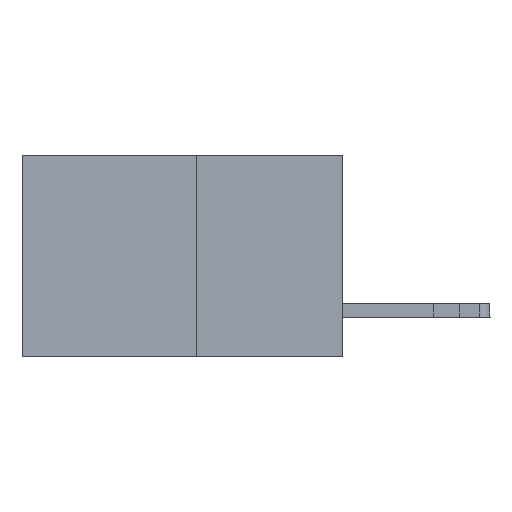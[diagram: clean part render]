
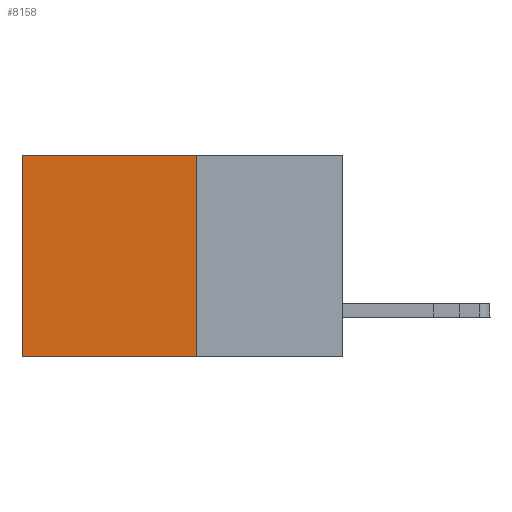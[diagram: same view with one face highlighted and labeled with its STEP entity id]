
A CAD part, left-side view. The second image highlights one B-rep face of the part: STEP entity #8158.
In plain terms, the highlighted planar face has unit normal (-1, 0, 0).
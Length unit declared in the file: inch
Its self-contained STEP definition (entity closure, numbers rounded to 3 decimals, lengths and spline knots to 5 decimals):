
#1738 = DIRECTION ( 'NONE',  ( 0., 0., -1. ) ) ;
#2533 = DIRECTION ( 'NONE',  ( 1., 0., 0. ) ) ;
#2666 = VECTOR ( 'NONE', #8606, 39.37008 ) ;
#2746 = ORIENTED_EDGE ( 'NONE', *, *, #9285, .F. ) ;
#3150 = EDGE_CURVE ( 'NONE', #13688, #11742, #13878, .T. ) ;
#3603 = FACE_OUTER_BOUND ( 'NONE', #6312, .T. ) ;
#4010 = VERTEX_POINT ( 'NONE', #10716 ) ;
#4029 = AXIS2_PLACEMENT_3D ( 'NONE', #4688, #2533, #6634 ) ;
#4239 = LINE ( 'NONE', #11762, #2666 ) ;
#4278 = DIRECTION ( 'NONE',  ( 0., 1., 0. ) ) ;
#4688 = CARTESIAN_POINT ( 'NONE',  ( 0.277, 0.27, -0.37 ) ) ;
#4885 = VECTOR ( 'NONE', #6637, 39.37008 ) ;
#4903 = CARTESIAN_POINT ( 'NONE',  ( 0.277, 0.27, -0.37 ) ) ;
#6312 = EDGE_LOOP ( 'NONE', ( #9662, #2746, #7899, #12994 ) ) ;
#6634 = DIRECTION ( 'NONE',  ( 0., 0., -1. ) ) ;
#6637 = DIRECTION ( 'NONE',  ( 0., 1., 0. ) ) ;
#6709 = PLANE ( 'NONE',  #4029 ) ;
#7652 = CARTESIAN_POINT ( 'NONE',  ( 0.277, 0.27, 0. ) ) ;
#7899 = ORIENTED_EDGE ( 'NONE', *, *, #11650, .F. ) ;
#8158 = ADVANCED_FACE ( 'NONE', ( #3603 ), #6709, .F. ) ;
#8499 = EDGE_CURVE ( 'NONE', #11742, #9242, #4239, .T. ) ;
#8606 = DIRECTION ( 'NONE',  ( 0., 0., -1. ) ) ;
#8658 = LINE ( 'NONE', #4903, #9851 ) ;
#9242 = VERTEX_POINT ( 'NONE', #12998 ) ;
#9285 = EDGE_CURVE ( 'NONE', #4010, #9242, #12923, .T. ) ;
#9662 = ORIENTED_EDGE ( 'NONE', *, *, #8499, .T. ) ;
#9851 = VECTOR ( 'NONE', #1738, 39.37008 ) ;
#10489 = CARTESIAN_POINT ( 'NONE',  ( 0.277, 0.27, 0. ) ) ;
#10706 = CARTESIAN_POINT ( 'NONE',  ( 0.277, 0.27, -0.37 ) ) ;
#10716 = CARTESIAN_POINT ( 'NONE',  ( 0.277, 0.27, -0.37 ) ) ;
#11650 = EDGE_CURVE ( 'NONE', #13688, #4010, #8658, .T. ) ;
#11742 = VERTEX_POINT ( 'NONE', #13366 ) ;
#11762 = CARTESIAN_POINT ( 'NONE',  ( 0.277, 0.59, -0.37 ) ) ;
#12923 = LINE ( 'NONE', #10706, #4885 ) ;
#12994 = ORIENTED_EDGE ( 'NONE', *, *, #3150, .T. ) ;
#12998 = CARTESIAN_POINT ( 'NONE',  ( 0.277, 0.59, -0.37 ) ) ;
#13366 = CARTESIAN_POINT ( 'NONE',  ( 0.277, 0.59, 0. ) ) ;
#13688 = VERTEX_POINT ( 'NONE', #10489 ) ;
#13878 = LINE ( 'NONE', #7652, #14050 ) ;
#14050 = VECTOR ( 'NONE', #4278, 39.37008 ) ;
